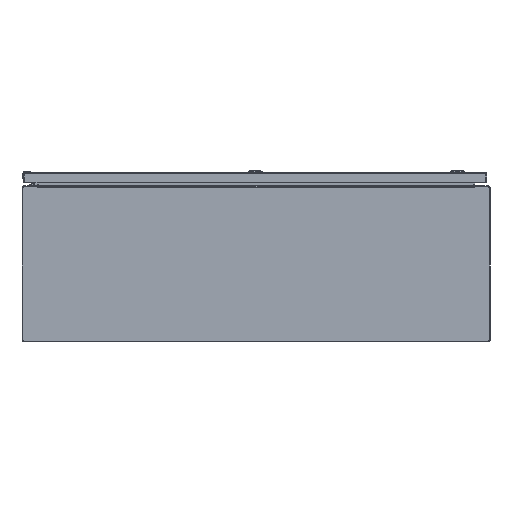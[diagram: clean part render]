
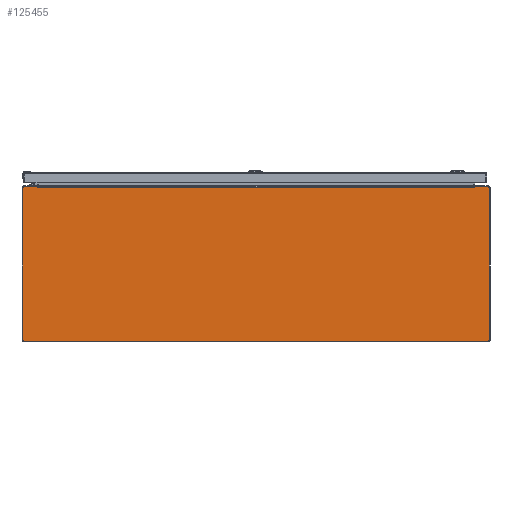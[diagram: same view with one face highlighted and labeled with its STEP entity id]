
A CAD part, front view. The second image highlights one B-rep face of the part: STEP entity #125455.
In plain terms, the highlighted planar face has unit normal (0, -1, 0).
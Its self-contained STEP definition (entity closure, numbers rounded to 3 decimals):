
#2855 = DIRECTION ( 'NONE',  ( 1., 0., 0. ) ) ;
#4317 = CARTESIAN_POINT ( 'NONE',  ( 16.828, -21., 5.937 ) ) ;
#5389 = EDGE_CURVE ( 'NONE', #185285, #128907, #85711, .T. ) ;
#7059 = VERTEX_POINT ( 'NONE', #56489 ) ;
#8902 = EDGE_CURVE ( 'NONE', #128907, #156965, #162666, .T. ) ;
#9121 = DIRECTION ( 'NONE',  ( 0., 0., 1. ) ) ;
#10734 = ORIENTED_EDGE ( 'NONE', *, *, #5389, .T. ) ;
#12165 = ORIENTED_EDGE ( 'NONE', *, *, #159944, .T. ) ;
#12749 = CIRCLE ( 'NONE', #22374, 0.08 ) ;
#14629 = CARTESIAN_POINT ( 'NONE',  ( 0., -21., 5.937 ) ) ;
#15376 = VECTOR ( 'NONE', #9121, 39.37 ) ;
#18843 = CARTESIAN_POINT ( 'NONE',  ( 17.857, -21., -5.857 ) ) ;
#22374 = AXIS2_PLACEMENT_3D ( 'NONE', #65167, #159339, #127600 ) ;
#22402 = ORIENTED_EDGE ( 'NONE', *, *, #113027, .T. ) ;
#23005 = LINE ( 'NONE', #66657, #15376 ) ;
#23117 = VERTEX_POINT ( 'NONE', #124842 ) ;
#24828 = ORIENTED_EDGE ( 'NONE', *, *, #132444, .T. ) ;
#27532 = DIRECTION ( 'NONE',  ( -1., 0., 0. ) ) ;
#27730 = CARTESIAN_POINT ( 'NONE',  ( -17.857, -21., -5.857 ) ) ;
#29948 = CARTESIAN_POINT ( 'NONE',  ( 16.814, -21., 5.855 ) ) ;
#31883 = VECTOR ( 'NONE', #27532, 39.37 ) ;
#32110 = DIRECTION ( 'NONE',  ( -1., 0., 0. ) ) ;
#33624 = ORIENTED_EDGE ( 'NONE', *, *, #69787, .T. ) ;
#34588 = ORIENTED_EDGE ( 'NONE', *, *, #121194, .T. ) ;
#39280 = LINE ( 'NONE', #55109, #151594 ) ;
#41381 = EDGE_CURVE ( 'NONE', #106326, #131952, #12749, .T. ) ;
#44884 = CARTESIAN_POINT ( 'NONE',  ( -17.937, -21., 5.857 ) ) ;
#45094 = VECTOR ( 'NONE', #64786, 39.37 ) ;
#47942 = LINE ( 'NONE', #139143, #167407 ) ;
#50890 = CIRCLE ( 'NONE', #114309, 0.08 ) ;
#55109 = CARTESIAN_POINT ( 'NONE',  ( -16.814, -21., 5.855 ) ) ;
#55135 = VERTEX_POINT ( 'NONE', #112264 ) ;
#56489 = CARTESIAN_POINT ( 'NONE',  ( -16.814, -21., 5.855 ) ) ;
#58106 = EDGE_CURVE ( 'NONE', #162462, #23117, #50890, .T. ) ;
#59248 = EDGE_CURVE ( 'NONE', #156965, #162462, #167494, .T. ) ;
#61494 = CARTESIAN_POINT ( 'NONE',  ( -16.828, -21., 5.937 ) ) ;
#63759 = VERTEX_POINT ( 'NONE', #107719 ) ;
#64786 = DIRECTION ( 'NONE',  ( -0.174, 0., -0.985 ) ) ;
#65167 = CARTESIAN_POINT ( 'NONE',  ( 17.857, -21., 5.857 ) ) ;
#66657 = CARTESIAN_POINT ( 'NONE',  ( 17.937, -21., 0. ) ) ;
#67085 = DIRECTION ( 'NONE',  ( -0.174, 0., 0.985 ) ) ;
#69787 = EDGE_CURVE ( 'NONE', #131952, #195687, #135564, .T. ) ;
#70300 = DIRECTION ( 'NONE',  ( -1., 0., 0. ) ) ;
#72458 = CARTESIAN_POINT ( 'NONE',  ( -17.937, -21., -5.857 ) ) ;
#73454 = PLANE ( 'NONE',  #118250 ) ;
#77091 = AXIS2_PLACEMENT_3D ( 'NONE', #27730, #102118, #163595 ) ;
#78584 = DIRECTION ( 'NONE',  ( 0., 0., -1. ) ) ;
#81369 = CARTESIAN_POINT ( 'NONE',  ( 0., -21., 5.855 ) ) ;
#82886 = VECTOR ( 'NONE', #159172, 39.37 ) ;
#84897 = ORIENTED_EDGE ( 'NONE', *, *, #59248, .T. ) ;
#85711 = LINE ( 'NONE', #174048, #82886 ) ;
#86061 = ORIENTED_EDGE ( 'NONE', *, *, #8902, .T. ) ;
#89179 = CARTESIAN_POINT ( 'NONE',  ( 0., -21., -5.937 ) ) ;
#92231 = CARTESIAN_POINT ( 'NONE',  ( 17.857, -21., 5.937 ) ) ;
#95173 = DIRECTION ( 'NONE',  ( 0., 0., -1. ) ) ;
#96179 = DIRECTION ( 'NONE',  ( 0., -1., 0. ) ) ;
#99812 = CARTESIAN_POINT ( 'NONE',  ( 16.806, -21., 5.855 ) ) ;
#102118 = DIRECTION ( 'NONE',  ( 0., -1., 0. ) ) ;
#105458 = CIRCLE ( 'NONE', #108549, 0.08 ) ;
#105606 = EDGE_LOOP ( 'NONE', ( #133870, #12165, #10734, #86061, #84897, #133658, #192892, #192200, #33624, #34588, #24828, #159026, #22402, #106332 ) ) ;
#106326 = VERTEX_POINT ( 'NONE', #167403 ) ;
#106332 = ORIENTED_EDGE ( 'NONE', *, *, #141953, .T. ) ;
#107719 = CARTESIAN_POINT ( 'NONE',  ( -17.857, -21., 5.937 ) ) ;
#108205 = LINE ( 'NONE', #81369, #130524 ) ;
#108549 = AXIS2_PLACEMENT_3D ( 'NONE', #157854, #109331, #78584 ) ;
#109331 = DIRECTION ( 'NONE',  ( 0., -1., 0. ) ) ;
#110561 = CARTESIAN_POINT ( 'NONE',  ( -16.798, -21., 5.855 ) ) ;
#112264 = CARTESIAN_POINT ( 'NONE',  ( 16.798, -21., 5.855 ) ) ;
#113027 = EDGE_CURVE ( 'NONE', #184324, #7059, #47942, .T. ) ;
#113373 = VERTEX_POINT ( 'NONE', #29948 ) ;
#114309 = AXIS2_PLACEMENT_3D ( 'NONE', #18843, #96179, #95173 ) ;
#115483 = EDGE_CURVE ( 'NONE', #23117, #106326, #23005, .T. ) ;
#117072 = DIRECTION ( 'NONE',  ( 0., 0., -1. ) ) ;
#118250 = AXIS2_PLACEMENT_3D ( 'NONE', #192483, #131012, #117072 ) ;
#119476 = EDGE_CURVE ( 'NONE', #156248, #63759, #174485, .T. ) ;
#121194 = EDGE_CURVE ( 'NONE', #195687, #113373, #140149, .T. ) ;
#121440 = EDGE_CURVE ( 'NONE', #55135, #184324, #108205, .T. ) ;
#123056 = DIRECTION ( 'NONE',  ( -1., 0., 0. ) ) ;
#124077 = VECTOR ( 'NONE', #2855, 39.37 ) ;
#124842 = CARTESIAN_POINT ( 'NONE',  ( 17.937, -21., -5.857 ) ) ;
#125455 = ADVANCED_FACE ( 'NONE', ( #133952 ), #73454, .T. ) ;
#127600 = DIRECTION ( 'NONE',  ( 0., 0., -1. ) ) ;
#128907 = VERTEX_POINT ( 'NONE', #72458 ) ;
#130524 = VECTOR ( 'NONE', #123056, 39.37 ) ;
#131012 = DIRECTION ( 'NONE',  ( 0., -1., 0. ) ) ;
#131952 = VERTEX_POINT ( 'NONE', #92231 ) ;
#132444 = EDGE_CURVE ( 'NONE', #113373, #55135, #179138, .T. ) ;
#133658 = ORIENTED_EDGE ( 'NONE', *, *, #58106, .T. ) ;
#133870 = ORIENTED_EDGE ( 'NONE', *, *, #119476, .T. ) ;
#133952 = FACE_OUTER_BOUND ( 'NONE', #105606, .T. ) ;
#135156 = CARTESIAN_POINT ( 'NONE',  ( 17.857, -21., -5.937 ) ) ;
#135564 = LINE ( 'NONE', #14629, #31883 ) ;
#139143 = CARTESIAN_POINT ( 'NONE',  ( 0., -21., 5.855 ) ) ;
#140149 = LINE ( 'NONE', #4317, #45094 ) ;
#141953 = EDGE_CURVE ( 'NONE', #7059, #156248, #39280, .T. ) ;
#147394 = DIRECTION ( 'NONE',  ( -1., 0., 0. ) ) ;
#151594 = VECTOR ( 'NONE', #67085, 39.37 ) ;
#156248 = VERTEX_POINT ( 'NONE', #61494 ) ;
#156965 = VERTEX_POINT ( 'NONE', #181071 ) ;
#157615 = CARTESIAN_POINT ( 'NONE',  ( 0., -21., 5.937 ) ) ;
#157854 = CARTESIAN_POINT ( 'NONE',  ( -17.857, -21., 5.857 ) ) ;
#159026 = ORIENTED_EDGE ( 'NONE', *, *, #121440, .T. ) ;
#159172 = DIRECTION ( 'NONE',  ( 0., 0., -1. ) ) ;
#159339 = DIRECTION ( 'NONE',  ( 0., -1., 0. ) ) ;
#159944 = EDGE_CURVE ( 'NONE', #63759, #185285, #105458, .T. ) ;
#161980 = VECTOR ( 'NONE', #70300, 39.37 ) ;
#162462 = VERTEX_POINT ( 'NONE', #135156 ) ;
#162666 = CIRCLE ( 'NONE', #77091, 0.08 ) ;
#163595 = DIRECTION ( 'NONE',  ( 0., 0., -1. ) ) ;
#167403 = CARTESIAN_POINT ( 'NONE',  ( 17.937, -21., 5.857 ) ) ;
#167407 = VECTOR ( 'NONE', #32110, 39.37 ) ;
#167494 = LINE ( 'NONE', #89179, #124077 ) ;
#174048 = CARTESIAN_POINT ( 'NONE',  ( -17.937, -21., 0. ) ) ;
#174485 = LINE ( 'NONE', #157615, #161980 ) ;
#179138 = LINE ( 'NONE', #99812, #185100 ) ;
#181071 = CARTESIAN_POINT ( 'NONE',  ( -17.857, -21., -5.937 ) ) ;
#184324 = VERTEX_POINT ( 'NONE', #110561 ) ;
#184783 = CARTESIAN_POINT ( 'NONE',  ( 16.828, -21., 5.937 ) ) ;
#185100 = VECTOR ( 'NONE', #147394, 39.37 ) ;
#185285 = VERTEX_POINT ( 'NONE', #44884 ) ;
#192200 = ORIENTED_EDGE ( 'NONE', *, *, #41381, .T. ) ;
#192483 = CARTESIAN_POINT ( 'NONE',  ( 0., -21., 0. ) ) ;
#192892 = ORIENTED_EDGE ( 'NONE', *, *, #115483, .T. ) ;
#195687 = VERTEX_POINT ( 'NONE', #184783 ) ;
